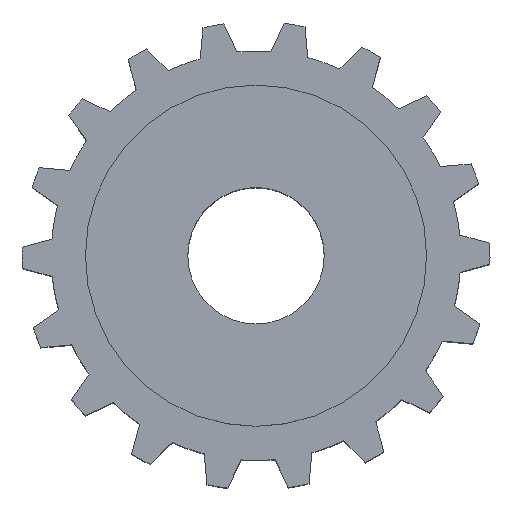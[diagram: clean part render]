
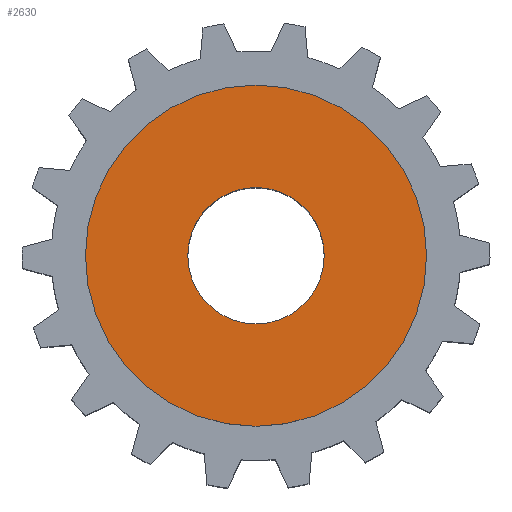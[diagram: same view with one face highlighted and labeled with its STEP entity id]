
A CAD part, top view. The second image highlights one B-rep face of the part: STEP entity #2630.
In plain terms, the highlighted planar face has unit normal (0, 0, 1).
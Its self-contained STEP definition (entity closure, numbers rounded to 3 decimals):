
#129 = DIRECTION ( 'NONE',  ( 1., 0., 0. ) ) ;
#156 = CARTESIAN_POINT ( 'NONE',  ( 10., 0., 10. ) ) ;
#193 = CARTESIAN_POINT ( 'NONE',  ( 0., 0., 10. ) ) ;
#209 = VERTEX_POINT ( 'NONE', #156 ) ;
#292 = DIRECTION ( 'NONE',  ( 0., 0., 1. ) ) ;
#333 = CARTESIAN_POINT ( 'NONE',  ( 0., 0., 10. ) ) ;
#431 = EDGE_CURVE ( 'NONE', #209, #1263, #2500, .T. ) ;
#434 = DIRECTION ( 'NONE',  ( 1., 0., 0. ) ) ;
#448 = EDGE_CURVE ( 'NONE', #1063, #1815, #1281, .T. ) ;
#488 = ORIENTED_EDGE ( 'NONE', *, *, #2177, .T. ) ;
#513 = DIRECTION ( 'NONE',  ( 0., 0., 1. ) ) ;
#519 = AXIS2_PLACEMENT_3D ( 'NONE', #1798, #513, #2021 ) ;
#683 = ORIENTED_EDGE ( 'NONE', *, *, #2555, .F. ) ;
#831 = FACE_BOUND ( 'NONE', #1700, .T. ) ;
#851 = DIRECTION ( 'NONE',  ( 1., 0., 0. ) ) ;
#867 = DIRECTION ( 'NONE',  ( 0., 0., 1. ) ) ;
#898 = CIRCLE ( 'NONE', #519, 10. ) ;
#906 = DIRECTION ( 'NONE',  ( 0., 0., 1. ) ) ;
#935 = CARTESIAN_POINT ( 'NONE',  ( 0., 0., 10. ) ) ;
#1004 = EDGE_LOOP ( 'NONE', ( #2120, #488 ) ) ;
#1063 = VERTEX_POINT ( 'NONE', #2236 ) ;
#1198 = CARTESIAN_POINT ( 'NONE',  ( -10., 0., 10. ) ) ;
#1263 = VERTEX_POINT ( 'NONE', #1198 ) ;
#1281 = CIRCLE ( 'NONE', #2742, 4. ) ;
#1449 = FACE_OUTER_BOUND ( 'NONE', #1004, .T. ) ;
#1528 = CARTESIAN_POINT ( 'NONE',  ( 0., 0., 10. ) ) ;
#1700 = EDGE_LOOP ( 'NONE', ( #683, #2084 ) ) ;
#1723 = DIRECTION ( 'NONE',  ( 0., 0., 1. ) ) ;
#1755 = AXIS2_PLACEMENT_3D ( 'NONE', #1528, #906, #2408 ) ;
#1759 = AXIS2_PLACEMENT_3D ( 'NONE', #193, #1723, #434 ) ;
#1798 = CARTESIAN_POINT ( 'NONE',  ( 0., 0., 10. ) ) ;
#1815 = VERTEX_POINT ( 'NONE', #2267 ) ;
#2021 = DIRECTION ( 'NONE',  ( 1., 0., 0. ) ) ;
#2084 = ORIENTED_EDGE ( 'NONE', *, *, #448, .F. ) ;
#2120 = ORIENTED_EDGE ( 'NONE', *, *, #431, .T. ) ;
#2173 = CIRCLE ( 'NONE', #1759, 4. ) ;
#2177 = EDGE_CURVE ( 'NONE', #1263, #209, #898, .T. ) ;
#2236 = CARTESIAN_POINT ( 'NONE',  ( 4., 0., 10. ) ) ;
#2267 = CARTESIAN_POINT ( 'NONE',  ( -4., 0., 10. ) ) ;
#2408 = DIRECTION ( 'NONE',  ( 1., 0., 0. ) ) ;
#2500 = CIRCLE ( 'NONE', #2587, 10. ) ;
#2555 = EDGE_CURVE ( 'NONE', #1815, #1063, #2173, .T. ) ;
#2587 = AXIS2_PLACEMENT_3D ( 'NONE', #935, #867, #851 ) ;
#2608 = PLANE ( 'NONE',  #1755 ) ;
#2630 = ADVANCED_FACE ( 'NONE', ( #831, #1449 ), #2608, .T. ) ;
#2742 = AXIS2_PLACEMENT_3D ( 'NONE', #333, #292, #129 ) ;
